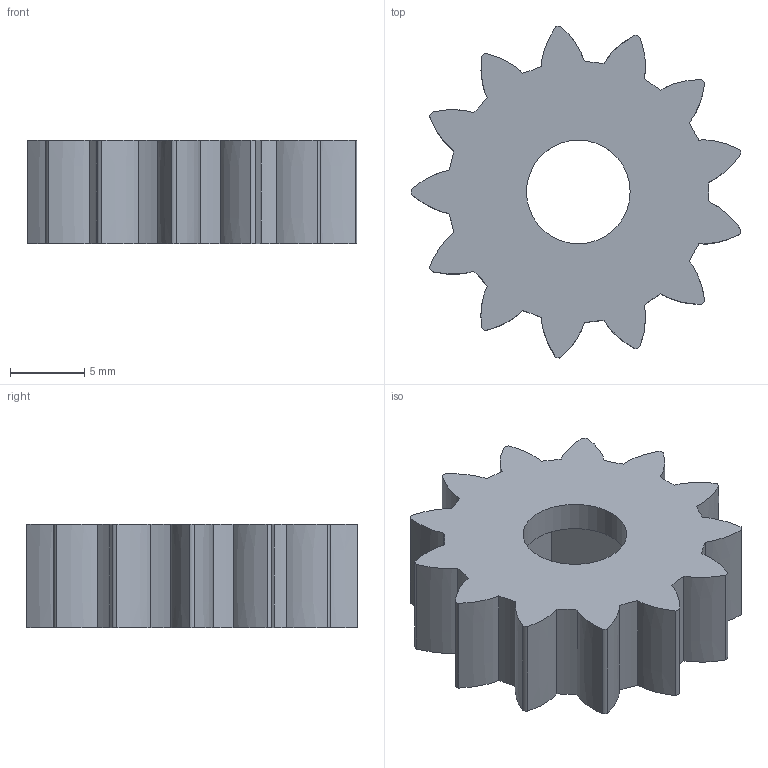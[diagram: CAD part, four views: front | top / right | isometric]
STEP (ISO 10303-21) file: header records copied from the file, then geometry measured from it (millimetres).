
FILE_DESCRIPTION(('FreeCAD Model'),'2;1');
FILE_NAME( 'Knob.step', '2015-07-16T11:51:33',('Author'),(''), 'Open CASCADE STEP processor 6.8','FreeCAD','Unknown');
FILE_SCHEMA(('AUTOMOTIVE_DESIGN_CC2 { 1 2 10303 214 -1 1 5 4 }'));
Length unit declared in the file: millimetre
Products named in the file (1): Pocket001
Bounding box: 22.24 x 22.4 x 7 mm (x, y, z)
Volume: 1593.1 mm3; surface area: 1434.7 mm2
Topology: 1 solids, 1 shells, 62 faces, 177 edges, 118 vertices
Faces by surface type: cylinder 27, extrusion 26, plane 9
Full cylindrical faces by diameter (mm): 7 x1
Entity records: 4754 total; most frequent: CARTESIAN_POINT 1394, DIRECTION 554, ORIENTED_EDGE 354, PCURVE 354, DEFINITIONAL_REPRESENTATION 354, VECTOR 345, LINE 319, EDGE_CURVE 177
